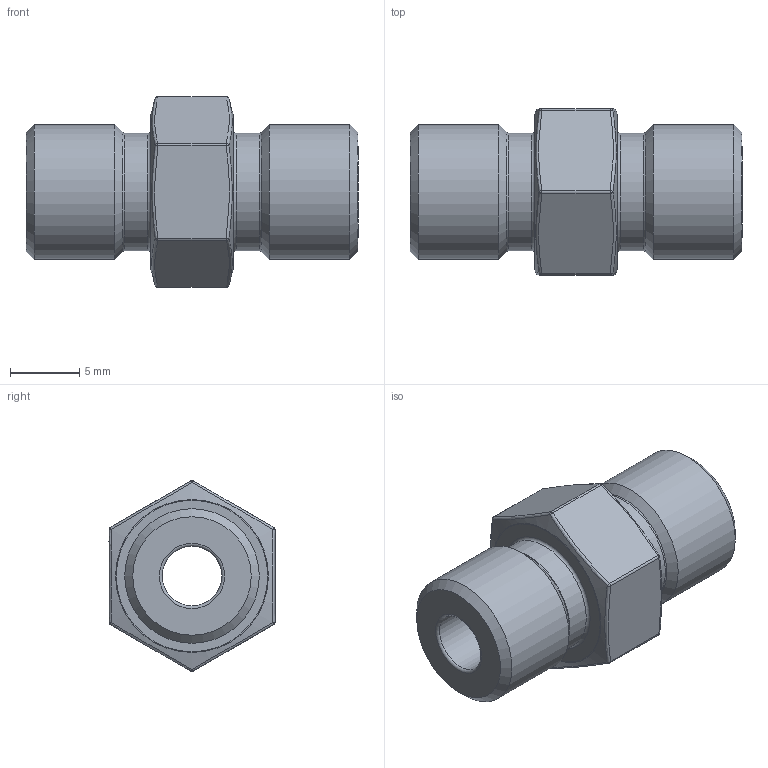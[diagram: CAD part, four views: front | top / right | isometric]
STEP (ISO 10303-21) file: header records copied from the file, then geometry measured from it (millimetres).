
FILE_DESCRIPTION (( 'STEP AP214' ), '1' );
FILE_NAME ('DN-018-6KZ-I 2308.STEP', '2023-08-07T12:32:57', ( '' ), ( '' ), 'SwSTEP 2.0', 'SolidWorks 2019', '' );
FILE_SCHEMA (( 'AUTOMOTIVE_DESIGN' ));
Length unit declared in the file: millimetre
Products named in the file (1): DN-018-6KZ-I 2308
Bounding box: 24 x 12 x 13.79 mm (x, y, z)
Volume: 1639.9 mm3; surface area: 1328 mm2
Topology: 1 solids, 1 shells, 242 faces, 601 edges, 379 vertices
Faces by surface type: plane 116, bspline 89, sphere 12, cylinder 11, torus 8, cone 6
Full cylindrical faces by diameter (mm): 4.3 x1, 8.5 x2, 9.728 x2
Entity records: 13298 total; most frequent: CARTESIAN_POINT 6319, ORIENTED_EDGE 1142, DIRECTION 759, EDGE_CURVE 571, VERTEX_POINT 376, VECTOR 335, LINE 335, EDGE_LOOP 289
